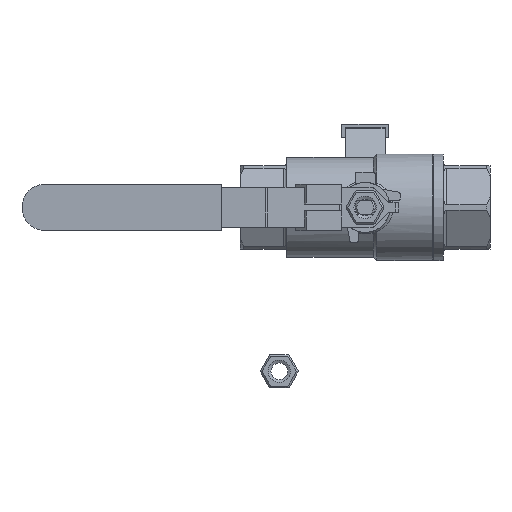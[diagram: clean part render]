
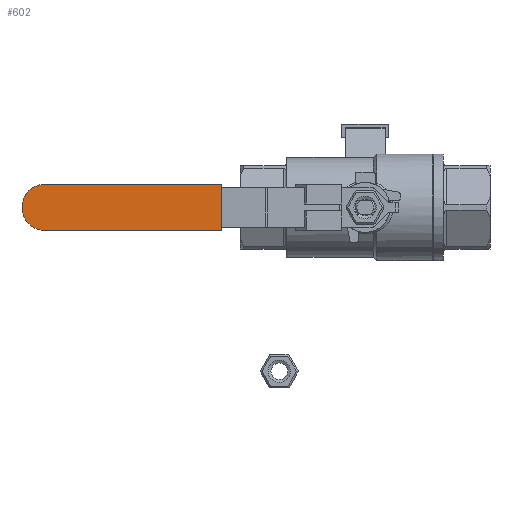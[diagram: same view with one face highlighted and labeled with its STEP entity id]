
A CAD part, left-side view. The second image highlights one B-rep face of the part: STEP entity #602.
In plain terms, the highlighted face is planar.
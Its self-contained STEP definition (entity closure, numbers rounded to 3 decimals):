
#602 = ADVANCED_FACE( '', ( #1278 ), #1279, .F. );
#1278 = FACE_OUTER_BOUND( '', #2421, .T. );
#1279 = PLANE( '', #2422 );
#2421 = EDGE_LOOP( '', ( #4109, #4110, #4111, #4112 ) );
#2422 = AXIS2_PLACEMENT_3D( '', #4113, #4114, #4115 );
#4109 = ORIENTED_EDGE( '', *, *, #5092, .T. );
#4110 = ORIENTED_EDGE( '', *, *, #4775, .T. );
#4111 = ORIENTED_EDGE( '', *, *, #5202, .T. );
#4112 = ORIENTED_EDGE( '', *, *, #5185, .F. );
#4113 = CARTESIAN_POINT( '', ( -7., 60., 2. ) );
#4114 = DIRECTION( '', ( 0., 0., -1. ) );
#4115 = DIRECTION( '', ( -1., 0., 0. ) );
#4775 = EDGE_CURVE( '', #5620, #5621, #5622, .T. );
#5092 = EDGE_CURVE( '', #6154, #5620, #6155, .F. );
#5185 = EDGE_CURVE( '', #6154, #6296, #6297, .T. );
#5202 = EDGE_CURVE( '', #5621, #6296, #6321, .T. );
#5620 = VERTEX_POINT( '', #6892 );
#5621 = VERTEX_POINT( '', #6893 );
#5622 = LINE( '', #6894, #6895 );
#6154 = VERTEX_POINT( '', #7913 );
#6155 = CIRCLE( '', #7914, 7. );
#6296 = VERTEX_POINT( '', #8443 );
#6297 = LINE( '', #8444, #8445 );
#6321 = LINE( '', #8497, #8498 );
#6892 = CARTESIAN_POINT( '', ( -7., 53., 2. ) );
#6893 = CARTESIAN_POINT( '', ( -7., 0., 2. ) );
#6894 = CARTESIAN_POINT( '', ( -7., 60., 2. ) );
#6895 = VECTOR( '', #9655, 1000. );
#7913 = CARTESIAN_POINT( '', ( 7., 53., 2. ) );
#7914 = AXIS2_PLACEMENT_3D( '', #9989, #9990, #9991 );
#8443 = CARTESIAN_POINT( '', ( 7., 0., 2. ) );
#8444 = CARTESIAN_POINT( '', ( 7., 60., 2. ) );
#8445 = VECTOR( '', #10080, 1000. );
#8497 = CARTESIAN_POINT( '', ( -7., 0., 2. ) );
#8498 = VECTOR( '', #10092, 1000. );
#9655 = DIRECTION( '', ( 0., -1., 0. ) );
#9989 = CARTESIAN_POINT( '', ( 0., 53., 2. ) );
#9990 = DIRECTION( '', ( 0., 0., -1. ) );
#9991 = DIRECTION( '', ( -1., 0., 0. ) );
#10080 = DIRECTION( '', ( 0., -1., 0. ) );
#10092 = DIRECTION( '', ( 1., 0., 0. ) );
